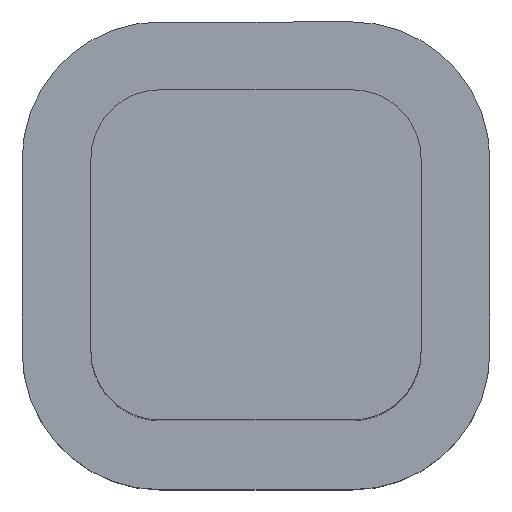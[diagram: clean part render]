
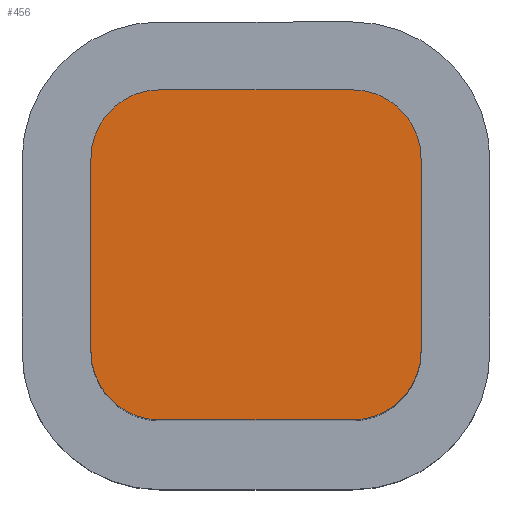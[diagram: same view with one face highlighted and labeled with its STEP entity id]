
A CAD part, top view. The second image highlights one B-rep face of the part: STEP entity #456.
In plain terms, the highlighted planar face has unit normal (0, 0, 1).
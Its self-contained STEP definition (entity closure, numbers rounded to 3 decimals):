
#10 = EDGE_CURVE ( 'NONE', #121, #271, #293, .T. ) ;
#13 = VERTEX_POINT ( 'NONE', #592 ) ;
#24 = EDGE_CURVE ( 'NONE', #271, #351, #123, .T. ) ;
#30 = CIRCLE ( 'NONE', #447, 1. ) ;
#36 = DIRECTION ( 'NONE',  ( 1., 0., 0. ) ) ;
#54 = EDGE_CURVE ( 'NONE', #351, #570, #343, .T. ) ;
#68 = VECTOR ( 'NONE', #36, 1000. ) ;
#72 = DIRECTION ( 'NONE',  ( -1., 0., 0. ) ) ;
#77 = DIRECTION ( 'NONE',  ( 1., 0., 0. ) ) ;
#80 = DIRECTION ( 'NONE',  ( 0., -1., 0. ) ) ;
#94 = CARTESIAN_POINT ( 'NONE',  ( -1.4, -1.4, 0. ) ) ;
#103 = EDGE_LOOP ( 'NONE', ( #164, #576, #432, #267, #109, #429, #512, #292 ) ) ;
#107 = AXIS2_PLACEMENT_3D ( 'NONE', #542, #498, #445 ) ;
#109 = ORIENTED_EDGE ( 'NONE', *, *, #430, .T. ) ;
#115 = DIRECTION ( 'NONE',  ( 0., 0., 1. ) ) ;
#119 = AXIS2_PLACEMENT_3D ( 'NONE', #162, #530, #533 ) ;
#121 = VERTEX_POINT ( 'NONE', #313 ) ;
#123 = LINE ( 'NONE', #437, #526 ) ;
#139 = CARTESIAN_POINT ( 'NONE',  ( -1.4, -2.4, 0. ) ) ;
#142 = CARTESIAN_POINT ( 'NONE',  ( 1.4, 2.4, 0. ) ) ;
#144 = EDGE_CURVE ( 'NONE', #570, #13, #266, .T. ) ;
#154 = VERTEX_POINT ( 'NONE', #139 ) ;
#162 = CARTESIAN_POINT ( 'NONE',  ( 1.4, 1.4, 0. ) ) ;
#164 = ORIENTED_EDGE ( 'NONE', *, *, #54, .T. ) ;
#167 = FACE_OUTER_BOUND ( 'NONE', #103, .T. ) ;
#168 = EDGE_CURVE ( 'NONE', #154, #337, #270, .T. ) ;
#185 = CIRCLE ( 'NONE', #107, 1. ) ;
#205 = CARTESIAN_POINT ( 'NONE',  ( 2.4, -1.4, 0. ) ) ;
#253 = PLANE ( 'NONE',  #537 ) ;
#261 = CARTESIAN_POINT ( 'NONE',  ( 1.4, -2.4, 0. ) ) ;
#266 = LINE ( 'NONE', #372, #515 ) ;
#267 = ORIENTED_EDGE ( 'NONE', *, *, #168, .T. ) ;
#268 = LINE ( 'NONE', #374, #340 ) ;
#270 = LINE ( 'NONE', #261, #68 ) ;
#271 = VERTEX_POINT ( 'NONE', #142 ) ;
#292 = ORIENTED_EDGE ( 'NONE', *, *, #24, .T. ) ;
#293 = CIRCLE ( 'NONE', #119, 1. ) ;
#313 = CARTESIAN_POINT ( 'NONE',  ( 2.4, 1.4, 0. ) ) ;
#337 = VERTEX_POINT ( 'NONE', #425 ) ;
#340 = VECTOR ( 'NONE', #402, 1000. ) ;
#343 = CIRCLE ( 'NONE', #359, 1. ) ;
#349 = DIRECTION ( 'NONE',  ( 1., 0., 0. ) ) ;
#351 = VERTEX_POINT ( 'NONE', #431 ) ;
#359 = AXIS2_PLACEMENT_3D ( 'NONE', #392, #115, #349 ) ;
#363 = DIRECTION ( 'NONE',  ( -1., 0., 0. ) ) ;
#372 = CARTESIAN_POINT ( 'NONE',  ( -2.4, -1.4, 0. ) ) ;
#374 = CARTESIAN_POINT ( 'NONE',  ( 2.4, -1.4, 0. ) ) ;
#392 = CARTESIAN_POINT ( 'NONE',  ( -1.4, 1.4, 0. ) ) ;
#394 = DIRECTION ( 'NONE',  ( 0., 0., 1. ) ) ;
#402 = DIRECTION ( 'NONE',  ( 0., 1., 0. ) ) ;
#409 = VERTEX_POINT ( 'NONE', #205 ) ;
#425 = CARTESIAN_POINT ( 'NONE',  ( 1.4, -2.4, 0. ) ) ;
#429 = ORIENTED_EDGE ( 'NONE', *, *, #602, .T. ) ;
#430 = EDGE_CURVE ( 'NONE', #337, #409, #185, .T. ) ;
#431 = CARTESIAN_POINT ( 'NONE',  ( -1.4, 2.4, 0. ) ) ;
#432 = ORIENTED_EDGE ( 'NONE', *, *, #571, .T. ) ;
#437 = CARTESIAN_POINT ( 'NONE',  ( 1.4, 2.4, 0. ) ) ;
#445 = DIRECTION ( 'NONE',  ( 1., 0., 0. ) ) ;
#447 = AXIS2_PLACEMENT_3D ( 'NONE', #94, #603, #363 ) ;
#456 = ADVANCED_FACE ( 'NONE', ( #167 ), #253, .T. ) ;
#498 = DIRECTION ( 'NONE',  ( 0., 0., 1. ) ) ;
#508 = CARTESIAN_POINT ( 'NONE',  ( -2.4, 1.4, 0. ) ) ;
#512 = ORIENTED_EDGE ( 'NONE', *, *, #10, .T. ) ;
#515 = VECTOR ( 'NONE', #80, 1000. ) ;
#526 = VECTOR ( 'NONE', #72, 1000. ) ;
#530 = DIRECTION ( 'NONE',  ( 0., 0., 1. ) ) ;
#533 = DIRECTION ( 'NONE',  ( 1., 0., 0. ) ) ;
#537 = AXIS2_PLACEMENT_3D ( 'NONE', #591, #394, #77 ) ;
#542 = CARTESIAN_POINT ( 'NONE',  ( 1.4, -1.4, 0. ) ) ;
#570 = VERTEX_POINT ( 'NONE', #508 ) ;
#571 = EDGE_CURVE ( 'NONE', #13, #154, #30, .T. ) ;
#576 = ORIENTED_EDGE ( 'NONE', *, *, #144, .T. ) ;
#591 = CARTESIAN_POINT ( 'NONE',  ( -1.4, 1.4, 0. ) ) ;
#592 = CARTESIAN_POINT ( 'NONE',  ( -2.4, -1.4, 0. ) ) ;
#602 = EDGE_CURVE ( 'NONE', #409, #121, #268, .T. ) ;
#603 = DIRECTION ( 'NONE',  ( 0., 0., 1. ) ) ;
